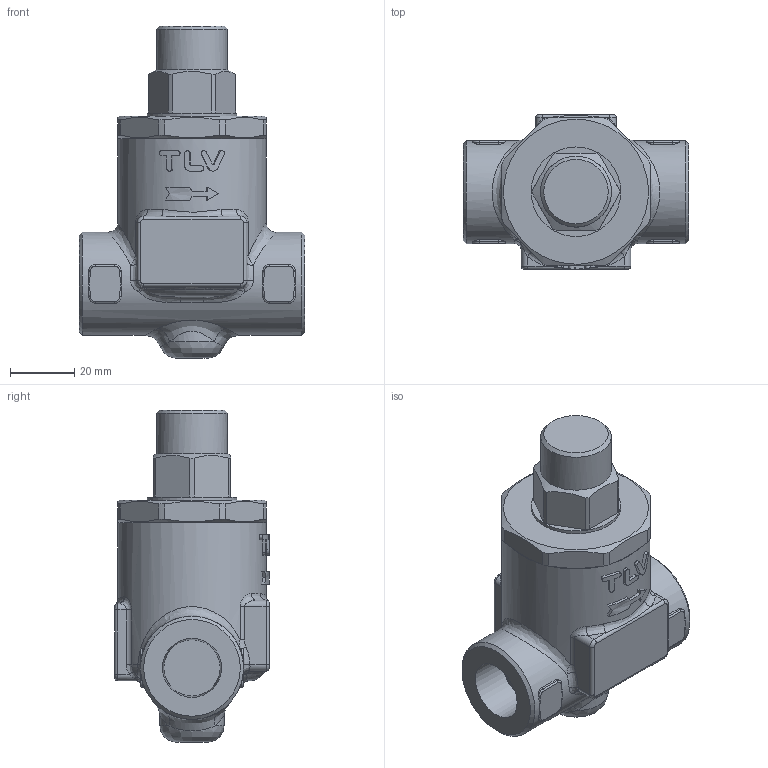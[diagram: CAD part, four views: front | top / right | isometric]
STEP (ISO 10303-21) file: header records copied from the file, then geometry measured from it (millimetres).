
FILE_DESCRIPTION((''),'2;1');
FILE_NAME('lex3t-010-sw000-00.stp','2010-01-25T11:46:12',('nakaot'),(''),'Autodesk Inventor 2008','Autodesk Inventor 2008','');
FILE_SCHEMA(('AUTOMOTIVE_DESIGN { 1 0 10303 214 1 1 1 1 }'));
Length unit declared in the file: millimetre
Products named in the file (1): lex3t-010-sw000-00
Bounding box: 70 x 48 x 103 mm (x, y, z)
Volume: 139790.9 mm3; surface area: 19759.1 mm2
Topology: 1 solids, 1 shells, 283 faces, 701 edges, 415 vertices
Faces by surface type: bspline 103, cylinder 87, plane 64, torus 23, cone 6
Full cylindrical faces by diameter (mm): 22 x1, 27.8 x1, 32 x1, 46 x1
Entity records: 18604 total; most frequent: CARTESIAN_POINT 12642, ORIENTED_EDGE 1310, DIRECTION 1101, EDGE_CURVE 655, AXIS2_PLACEMENT_3D 445, VERTEX_POINT 405, EDGE_LOOP 312, FACE_OUTER_BOUND 282
